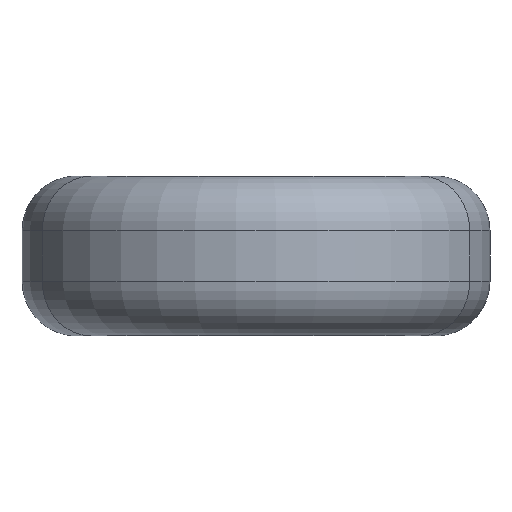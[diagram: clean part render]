
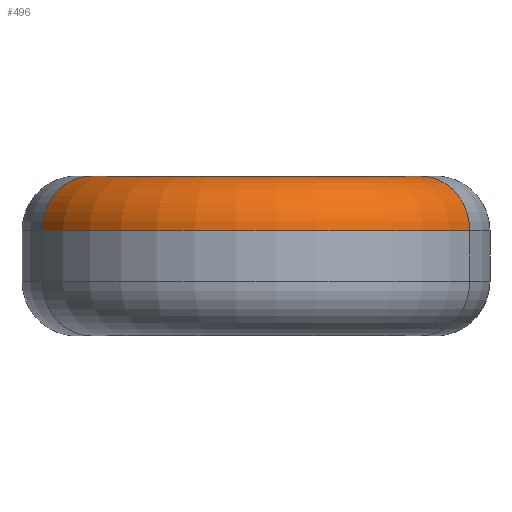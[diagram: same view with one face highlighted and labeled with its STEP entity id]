
A CAD part, front view. The second image highlights one B-rep face of the part: STEP entity #496.
In plain terms, the highlighted toroidal (fillet/blend) face has major radius 4.325 mm and minor radius 1.3 mm.
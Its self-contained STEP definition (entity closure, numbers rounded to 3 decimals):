
#74=FACE_OUTER_BOUND('',#110,.T.);
#110=EDGE_LOOP('',(#341,#342,#343,#344));
#158=CIRCLE('',#553,1.3);
#161=CIRCLE('',#557,1.3);
#162=CIRCLE('',#558,4.325);
#163=CIRCLE('',#559,5.625);
#217=VERTEX_POINT('',#864);
#218=VERTEX_POINT('',#865);
#219=VERTEX_POINT('',#870);
#220=VERTEX_POINT('',#871);
#262=EDGE_CURVE('',#217,#218,#158,.T.);
#265=EDGE_CURVE('',#219,#220,#161,.T.);
#266=EDGE_CURVE('',#217,#219,#162,.T.);
#267=EDGE_CURVE('',#220,#218,#163,.T.);
#341=ORIENTED_EDGE('',*,*,#265,.F.);
#342=ORIENTED_EDGE('',*,*,#266,.F.);
#343=ORIENTED_EDGE('',*,*,#262,.T.);
#344=ORIENTED_EDGE('',*,*,#267,.F.);
#480=TOROIDAL_SURFACE('',#556,4.325,1.3);
#496=ADVANCED_FACE('',(#74),#480,.T.);
#553=AXIS2_PLACEMENT_3D('',#866,#661,#662);
#556=AXIS2_PLACEMENT_3D('',#869,#667,#668);
#557=AXIS2_PLACEMENT_3D('',#872,#669,#670);
#558=AXIS2_PLACEMENT_3D('',#873,#671,#672);
#559=AXIS2_PLACEMENT_3D('',#874,#673,#674);
#661=DIRECTION('center_axis',(0.43,-0.903,0.));
#662=DIRECTION('ref_axis',(0.,0.,1.));
#667=DIRECTION('center_axis',(0.,0.,-1.));
#668=DIRECTION('ref_axis',(1.,0.,0.));
#669=DIRECTION('center_axis',(0.43,0.903,0.));
#670=DIRECTION('ref_axis',(0.,0.,1.));
#671=DIRECTION('center_axis',(0.,0.,1.));
#672=DIRECTION('ref_axis',(0.,-1.,0.));
#673=DIRECTION('center_axis',(0.,0.,-1.));
#674=DIRECTION('ref_axis',(0.,-1.,0.));
#864=CARTESIAN_POINT('',(1.721,3.763,0.));
#865=CARTESIAN_POINT('',(0.548,3.204,-1.3));
#866=CARTESIAN_POINT('Origin',(1.721,3.763,-1.3));
#869=CARTESIAN_POINT('Origin',(5.625,5.625,-1.3));
#870=CARTESIAN_POINT('',(9.529,3.763,0.));
#871=CARTESIAN_POINT('',(10.702,3.204,-1.3));
#872=CARTESIAN_POINT('Origin',(9.529,3.763,-1.3));
#873=CARTESIAN_POINT('Origin',(5.625,5.625,0.));
#874=CARTESIAN_POINT('Origin',(5.625,5.625,-1.3));
